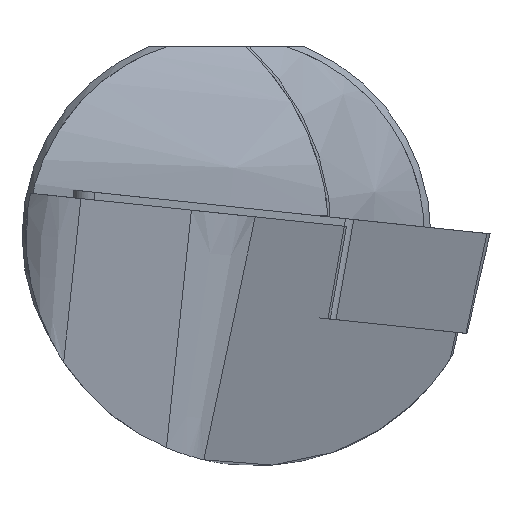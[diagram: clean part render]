
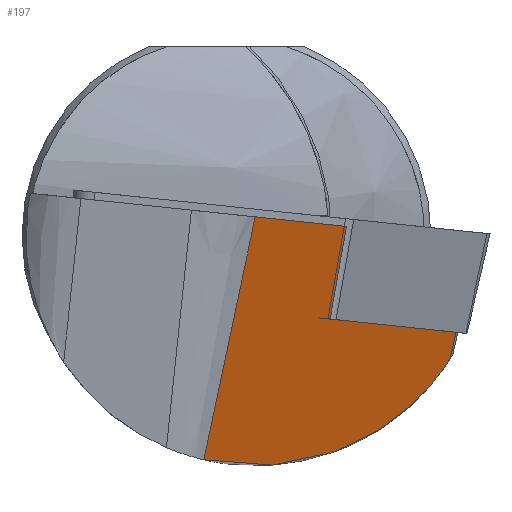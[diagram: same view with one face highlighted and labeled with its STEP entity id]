
A CAD part, left-side view. The second image highlights one B-rep face of the part: STEP entity #197.
In plain terms, the highlighted planar face has unit normal (-0.526, -0.824, -0.209).
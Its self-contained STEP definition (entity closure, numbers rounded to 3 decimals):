
#197=ADVANCED_FACE('',(#257),#238,.T.);
#238=PLANE('',#836);
#257=FACE_OUTER_BOUND('',#297,.T.);
#297=EDGE_LOOP('',(#350,#351,#352,#353,#354,#355));
#339=ELLIPSE('',#835,17.103,9.);
#350=ORIENTED_EDGE('',*,*,#635,.F.);
#351=ORIENTED_EDGE('',*,*,#636,.T.);
#352=ORIENTED_EDGE('',*,*,#637,.T.);
#353=ORIENTED_EDGE('',*,*,#638,.T.);
#354=ORIENTED_EDGE('',*,*,#639,.F.);
#355=ORIENTED_EDGE('',*,*,#640,.F.);
#564=VERTEX_POINT('',#1104);
#565=VERTEX_POINT('',#1105);
#566=VERTEX_POINT('',#1107);
#567=VERTEX_POINT('',#1109);
#568=VERTEX_POINT('',#1111);
#569=VERTEX_POINT('',#1113);
#635=EDGE_CURVE('',#564,#565,#742,.T.);
#636=EDGE_CURVE('',#564,#566,#743,.T.);
#637=EDGE_CURVE('',#566,#567,#744,.T.);
#638=EDGE_CURVE('',#567,#568,#339,.T.);
#639=EDGE_CURVE('',#569,#568,#745,.T.);
#640=EDGE_CURVE('',#565,#569,#746,.T.);
#742=LINE('',#1103,#788);
#743=LINE('',#1106,#789);
#744=LINE('',#1108,#790);
#745=LINE('',#1112,#791);
#746=LINE('',#1114,#792);
#788=VECTOR('',#910,1.);
#789=VECTOR('',#911,1.);
#790=VECTOR('',#912,1.);
#791=VECTOR('',#915,1.);
#792=VECTOR('',#916,1.);
#835=AXIS2_PLACEMENT_3D('',#1110,#913,#914);
#836=AXIS2_PLACEMENT_3D('',#1115,#917,#918);
#910=DIRECTION('',(0.118,0.173,-0.978));
#911=DIRECTION('',(-0.848,0.527,0.055));
#912=DIRECTION('',(0.065,0.207,-0.976));
#913=DIRECTION('',(-0.526,-0.824,-0.209));
#914=DIRECTION('',(0.85,-0.51,-0.129));
#915=DIRECTION('',(0.065,0.207,-0.976));
#916=DIRECTION('',(0.848,-0.527,-0.055));
#917=DIRECTION('',(-0.526,-0.824,-0.209));
#918=DIRECTION('',(0.843,-0.538,0.));
#1103=CARTESIAN_POINT('',(7.356,-4.423,-1.179));
#1104=CARTESIAN_POINT('',(7.17,-4.696,0.361));
#1105=CARTESIAN_POINT('',(7.608,-4.056,-3.262));
#1106=CARTESIAN_POINT('',(-3.302,1.817,1.045));
#1107=CARTESIAN_POINT('',(1.429,-1.125,0.736));
#1108=CARTESIAN_POINT('',(1.41,-1.188,1.031));
#1109=CARTESIAN_POINT('',(2.058,0.885,-8.767));
#1110=CARTESIAN_POINT('',(1.76,-1.15,0.));
#1111=CARTESIAN_POINT('',(15.588,-8.758,-4.809));
#1112=CARTESIAN_POINT('',(15.261,-9.802,0.126));
#1113=CARTESIAN_POINT('',(15.52,-8.976,-3.779));
#1114=CARTESIAN_POINT('',(32.545,-19.562,-4.892));
#1115=CARTESIAN_POINT('',(32.286,-20.388,-0.987));
